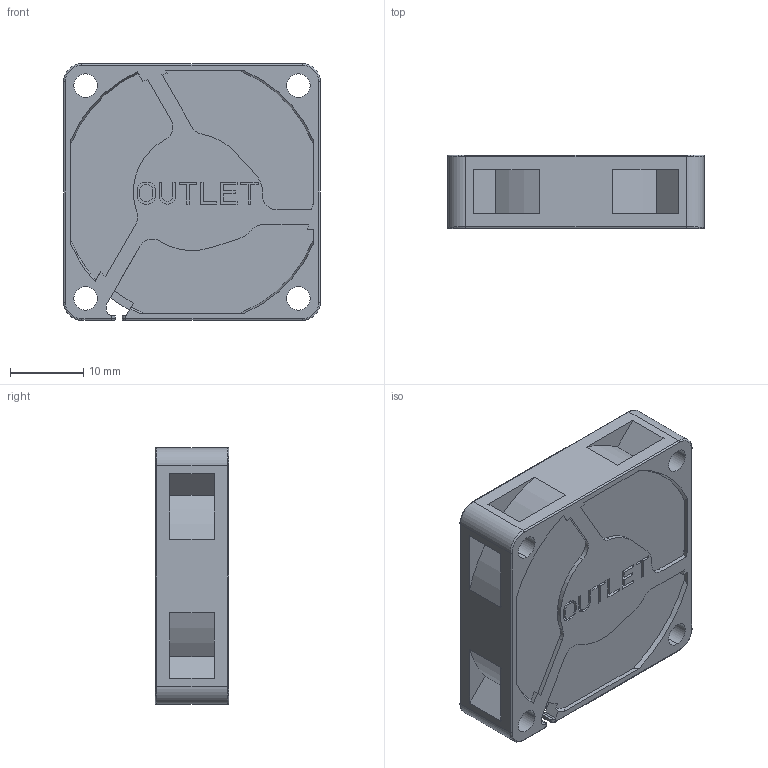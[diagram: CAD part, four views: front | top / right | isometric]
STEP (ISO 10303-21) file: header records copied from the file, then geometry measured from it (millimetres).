
FILE_DESCRIPTION((''),'2;1');
FILE_NAME('410212230000','2019-08-07T',('LIEN.CHEN'),(''),'CREO PARAMETRIC BY PTC INC, 2015080','CREO PARAMETRIC BY PTC INC, 2015080','');
FILE_SCHEMA(('CONFIG_CONTROL_DESIGN'));
Length unit declared in the file: millimetre
Products named in the file (1): 410212230000
Bounding box: 35 x 10 x 35 mm (x, y, z)
Volume: 10391.6 mm3; surface area: 4930.2 mm2
Topology: 1 solids, 1 shells, 308 faces, 827 edges, 543 vertices
Faces by surface type: plane 228, cylinder 59, torus 12, cone 9
Entity records: 9655 total; most frequent: CARTESIAN_POINT 1769, ORIENTED_EDGE 1654, DIRECTION 1571, EDGE_CURVE 827, VECTOR 655, LINE 655, VERTEX_POINT 543, AXIS2_PLACEMENT_3D 458
